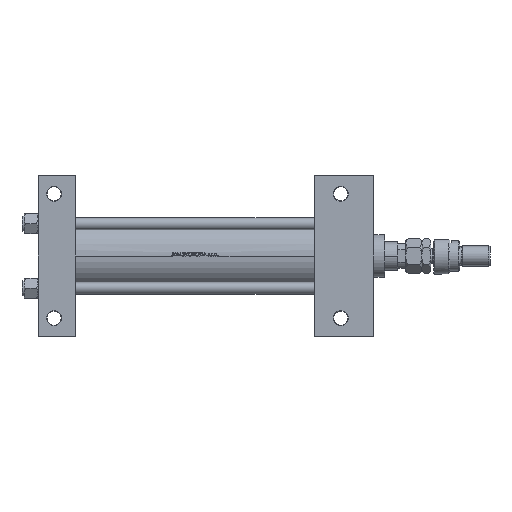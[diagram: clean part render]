
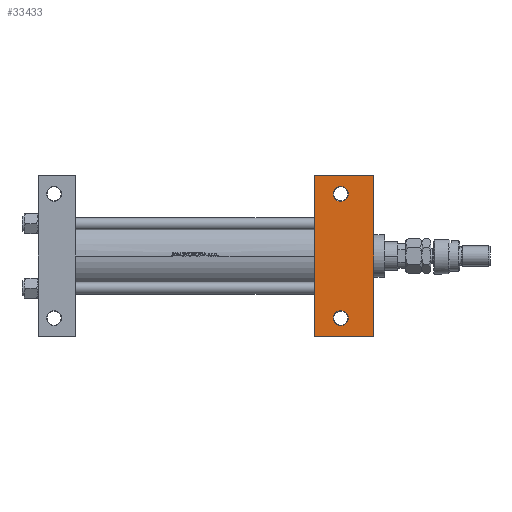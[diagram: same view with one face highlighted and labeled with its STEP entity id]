
A CAD part, front view. The second image highlights one B-rep face of the part: STEP entity #33433.
In plain terms, the highlighted face is planar.
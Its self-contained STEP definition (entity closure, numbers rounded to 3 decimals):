
#1513 = FACE_OUTER_BOUND ( 'NONE', #47153, .T. ) ;
#2947 = VECTOR ( 'NONE', #48939, 1000. ) ;
#3204 = CARTESIAN_POINT ( 'NONE',  ( 294.5, -62., -45. ) ) ;
#3609 = LINE ( 'NONE', #48212, #35340 ) ;
#6706 = CARTESIAN_POINT ( 'NONE',  ( 309.499, 62., -45. ) ) ;
#7290 = CARTESIAN_POINT ( 'NONE',  ( 302., 62., -45. ) ) ;
#7554 = CARTESIAN_POINT ( 'NONE',  ( 335., 80., -45. ) ) ;
#8304 = VERTEX_POINT ( 'NONE', #52003 ) ;
#9097 = VERTEX_POINT ( 'NONE', #25507 ) ;
#9235 = FACE_BOUND ( 'NONE', #36819, .T. ) ;
#9708 = CIRCLE ( 'NONE', #12252, 7.499 ) ;
#10074 = VECTOR ( 'NONE', #39263, 1000. ) ;
#10205 = EDGE_CURVE ( 'NONE', #46732, #10805, #26034, .T. ) ;
#10622 = DIRECTION ( 'NONE',  ( 1., 0., 0. ) ) ;
#10769 = CIRCLE ( 'NONE', #26878, 7.499 ) ;
#10805 = VERTEX_POINT ( 'NONE', #7554 ) ;
#10844 = AXIS2_PLACEMENT_3D ( 'NONE', #25139, #45815, #41586 ) ;
#11119 = VERTEX_POINT ( 'NONE', #6706 ) ;
#12252 = AXIS2_PLACEMENT_3D ( 'NONE', #33378, #41837, #45033 ) ;
#13941 = EDGE_LOOP ( 'NONE', ( #16108, #24049 ) ) ;
#14031 = DIRECTION ( 'NONE',  ( 0., 0., 1. ) ) ;
#14211 = CIRCLE ( 'NONE', #10844, 7.499 ) ;
#14341 = CARTESIAN_POINT ( 'NONE',  ( 276., 80., -45. ) ) ;
#16108 = ORIENTED_EDGE ( 'NONE', *, *, #46530, .T. ) ;
#17048 = AXIS2_PLACEMENT_3D ( 'NONE', #50383, #14031, #34749 ) ;
#17204 = PLANE ( 'NONE',  #22717 ) ;
#17259 = CARTESIAN_POINT ( 'NONE',  ( 276., -80., -45. ) ) ;
#17647 = ORIENTED_EDGE ( 'NONE', *, *, #38243, .T. ) ;
#17711 = EDGE_CURVE ( 'NONE', #37857, #9097, #14211, .T. ) ;
#17735 = DIRECTION ( 'NONE',  ( -1., 0., 0. ) ) ;
#18072 = ORIENTED_EDGE ( 'NONE', *, *, #25309, .T. ) ;
#22717 = AXIS2_PLACEMENT_3D ( 'NONE', #25958, #25182, #17735 ) ;
#23205 = ORIENTED_EDGE ( 'NONE', *, *, #33666, .F. ) ;
#23606 = LINE ( 'NONE', #46948, #10074 ) ;
#24049 = ORIENTED_EDGE ( 'NONE', *, *, #34688, .T. ) ;
#24486 = VERTEX_POINT ( 'NONE', #27747 ) ;
#25139 = CARTESIAN_POINT ( 'NONE',  ( 302., -62., -45. ) ) ;
#25182 = DIRECTION ( 'NONE',  ( 0., 0., -1. ) ) ;
#25309 = EDGE_CURVE ( 'NONE', #9097, #37857, #9708, .T. ) ;
#25507 = CARTESIAN_POINT ( 'NONE',  ( 309.499, -62., -45. ) ) ;
#25958 = CARTESIAN_POINT ( 'NONE',  ( 335., 45., -45. ) ) ;
#26034 = LINE ( 'NONE', #14341, #36024 ) ;
#26261 = EDGE_CURVE ( 'NONE', #10805, #8304, #45226, .T. ) ;
#26878 = AXIS2_PLACEMENT_3D ( 'NONE', #7290, #35969, #47636 ) ;
#27747 = CARTESIAN_POINT ( 'NONE',  ( 294.5, 62., -45. ) ) ;
#28928 = CIRCLE ( 'NONE', #17048, 7.499 ) ;
#33378 = CARTESIAN_POINT ( 'NONE',  ( 302., -62., -45. ) ) ;
#33433 = ADVANCED_FACE ( 'NONE', ( #45855, #9235, #1513 ), #17204, .T. ) ;
#33666 = EDGE_CURVE ( 'NONE', #46732, #38009, #3609, .T. ) ;
#34688 = EDGE_CURVE ( 'NONE', #11119, #24486, #10769, .T. ) ;
#34749 = DIRECTION ( 'NONE',  ( -1., 0., 0. ) ) ;
#35340 = VECTOR ( 'NONE', #44500, 1000. ) ;
#35969 = DIRECTION ( 'NONE',  ( 0., 0., 1. ) ) ;
#36024 = VECTOR ( 'NONE', #10622, 1000. ) ;
#36819 = EDGE_LOOP ( 'NONE', ( #38838, #18072 ) ) ;
#37011 = ORIENTED_EDGE ( 'NONE', *, *, #26261, .T. ) ;
#37857 = VERTEX_POINT ( 'NONE', #3204 ) ;
#38009 = VERTEX_POINT ( 'NONE', #17259 ) ;
#38243 = EDGE_CURVE ( 'NONE', #8304, #38009, #23606, .T. ) ;
#38838 = ORIENTED_EDGE ( 'NONE', *, *, #17711, .T. ) ;
#39240 = CARTESIAN_POINT ( 'NONE',  ( 276., 80., -45. ) ) ;
#39263 = DIRECTION ( 'NONE',  ( -1., 0., 0. ) ) ;
#39917 = ORIENTED_EDGE ( 'NONE', *, *, #10205, .T. ) ;
#41586 = DIRECTION ( 'NONE',  ( -1., 0., 0. ) ) ;
#41837 = DIRECTION ( 'NONE',  ( 0., 0., 1. ) ) ;
#44500 = DIRECTION ( 'NONE',  ( 0., -1., 0. ) ) ;
#45033 = DIRECTION ( 'NONE',  ( -1., 0., 0. ) ) ;
#45226 = LINE ( 'NONE', #45486, #2947 ) ;
#45486 = CARTESIAN_POINT ( 'NONE',  ( 335., 45., -45. ) ) ;
#45815 = DIRECTION ( 'NONE',  ( 0., 0., 1. ) ) ;
#45855 = FACE_BOUND ( 'NONE', #13941, .T. ) ;
#46530 = EDGE_CURVE ( 'NONE', #24486, #11119, #28928, .T. ) ;
#46732 = VERTEX_POINT ( 'NONE', #39240 ) ;
#46948 = CARTESIAN_POINT ( 'NONE',  ( 276., -80., -45. ) ) ;
#47153 = EDGE_LOOP ( 'NONE', ( #23205, #39917, #37011, #17647 ) ) ;
#47636 = DIRECTION ( 'NONE',  ( -1., 0., 0. ) ) ;
#48212 = CARTESIAN_POINT ( 'NONE',  ( 276., 45., -45. ) ) ;
#48939 = DIRECTION ( 'NONE',  ( 0., -1., 0. ) ) ;
#50383 = CARTESIAN_POINT ( 'NONE',  ( 302., 62., -45. ) ) ;
#52003 = CARTESIAN_POINT ( 'NONE',  ( 335., -80., -45. ) ) ;
